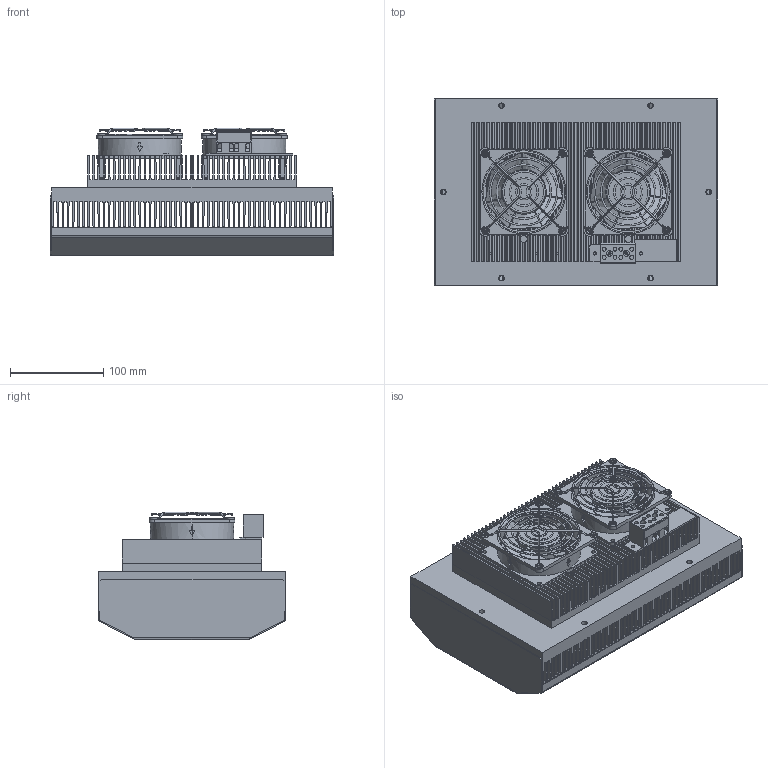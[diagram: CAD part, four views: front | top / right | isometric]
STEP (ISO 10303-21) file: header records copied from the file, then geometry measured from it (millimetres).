
FILE_DESCRIPTION((''),'2;1');
FILE_NAME('TG3102_COMPLETE_ASM','2014-10-15T',('ryanc'),(''),'PRO/ENGINEER BY PARAMETRIC TECHNOLOGY CORPORATION, 2010040','PRO/ENGINEER BY PARAMETRIC TECHNOLOGY CORPORATION, 2010040','');
FILE_SCHEMA(('AUTOMOTIVE_DESIGN_CC2 { 1 2 10303 214 -1 1 5 2 }'));
Products named in the file (1): TG3102_COMPLETE_ASM
Bounding box: 304 x 200 x 137.03 mm (x, y, z)
Volume: 2160317.4 mm3; surface area: 1189700.3 mm2
Topology: 5 solids, 60 shells, 2340 faces, 7353 edges, 5172 vertices
Faces by surface type: plane 1274, cylinder 813, torus 152, bspline 59, cone 42
Entity records: 103991 total; most frequent: CARTESIAN_POINT 19968, ORIENTED_EDGE 13288, DIRECTION 13177, EDGE_CURVE 6760, VECTOR 4573, LINE 4573, VERTEX_POINT 4466, AXIS2_PLACEMENT_3D 4302
